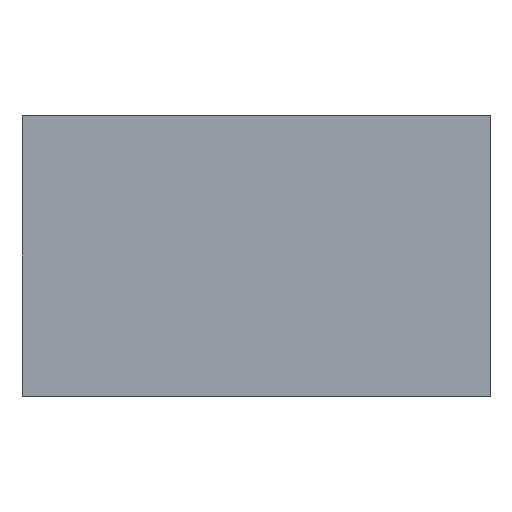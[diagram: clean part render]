
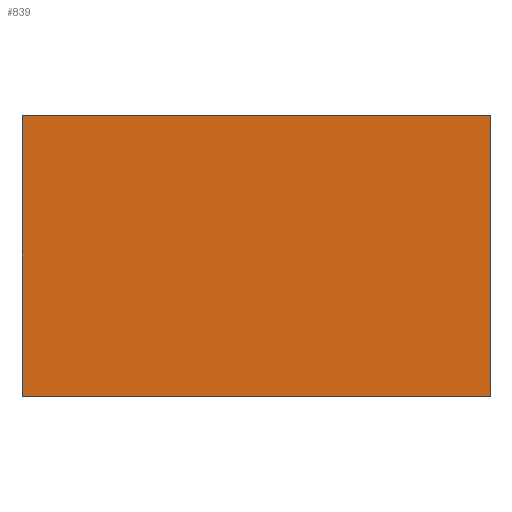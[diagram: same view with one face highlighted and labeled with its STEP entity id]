
A CAD part, front view. The second image highlights one B-rep face of the part: STEP entity #839.
In plain terms, the highlighted planar face has unit normal (0, -1, 0).
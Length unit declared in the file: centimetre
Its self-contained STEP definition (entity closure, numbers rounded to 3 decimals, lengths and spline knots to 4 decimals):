
#17 = CARTESIAN_POINT ( 'NONE',  ( -2.3994, -16.4152, -2. ) ) ;
#37 = LINE ( 'NONE', #528, #731 ) ;
#102 = ORIENTED_EDGE ( 'NONE', *, *, #479, .T. ) ;
#171 = LINE ( 'NONE', #251, #865 ) ;
#187 = VERTEX_POINT ( 'NONE', #17 ) ;
#188 = VECTOR ( 'NONE', #661, 100. ) ;
#251 = CARTESIAN_POINT ( 'NONE',  ( -2.3994, -16.4152, -2. ) ) ;
#260 = EDGE_CURVE ( 'NONE', #647, #187, #37, .T. ) ;
#367 = VERTEX_POINT ( 'NONE', #733 ) ;
#375 = LINE ( 'NONE', #591, #188 ) ;
#407 = DIRECTION ( 'NONE',  ( -1., 0., 0. ) ) ;
#425 = DIRECTION ( 'NONE',  ( -1., 0., 0. ) ) ;
#466 = DIRECTION ( 'NONE',  ( 1., 0., 0. ) ) ;
#468 = DIRECTION ( 'NONE',  ( 0., 0., -1. ) ) ;
#479 = EDGE_CURVE ( 'NONE', #367, #766, #375, .T. ) ;
#507 = LINE ( 'NONE', #676, #755 ) ;
#528 = CARTESIAN_POINT ( 'NONE',  ( -2.3994, -16.4152, 1. ) ) ;
#591 = CARTESIAN_POINT ( 'NONE',  ( -7.3994, -16.4152, 1. ) ) ;
#607 = CARTESIAN_POINT ( 'NONE',  ( -7.3994, -16.4152, -2. ) ) ;
#614 = DIRECTION ( 'NONE',  ( 0., 1., 0. ) ) ;
#626 = EDGE_CURVE ( 'NONE', #367, #647, #507, .T. ) ;
#627 = FACE_OUTER_BOUND ( 'NONE', #698, .T. ) ;
#647 = VERTEX_POINT ( 'NONE', #671 ) ;
#661 = DIRECTION ( 'NONE',  ( 0., 0., -1. ) ) ;
#671 = CARTESIAN_POINT ( 'NONE',  ( -2.3994, -16.4152, 1. ) ) ;
#676 = CARTESIAN_POINT ( 'NONE',  ( -7.3994, -16.4152, 1. ) ) ;
#692 = EDGE_CURVE ( 'NONE', #187, #766, #171, .T. ) ;
#698 = EDGE_LOOP ( 'NONE', ( #102, #773, #858, #803 ) ) ;
#731 = VECTOR ( 'NONE', #468, 100. ) ;
#733 = CARTESIAN_POINT ( 'NONE',  ( -7.3994, -16.4152, 1. ) ) ;
#744 = CARTESIAN_POINT ( 'NONE',  ( -7.3994, -16.4152, 1. ) ) ;
#751 = PLANE ( 'NONE',  #816 ) ;
#755 = VECTOR ( 'NONE', #466, 100. ) ;
#766 = VERTEX_POINT ( 'NONE', #607 ) ;
#773 = ORIENTED_EDGE ( 'NONE', *, *, #692, .F. ) ;
#803 = ORIENTED_EDGE ( 'NONE', *, *, #626, .F. ) ;
#816 = AXIS2_PLACEMENT_3D ( 'NONE', #744, #614, #425 ) ;
#839 = ADVANCED_FACE ( 'NONE', ( #627 ), #751, .F. ) ;
#858 = ORIENTED_EDGE ( 'NONE', *, *, #260, .F. ) ;
#865 = VECTOR ( 'NONE', #407, 100. ) ;
